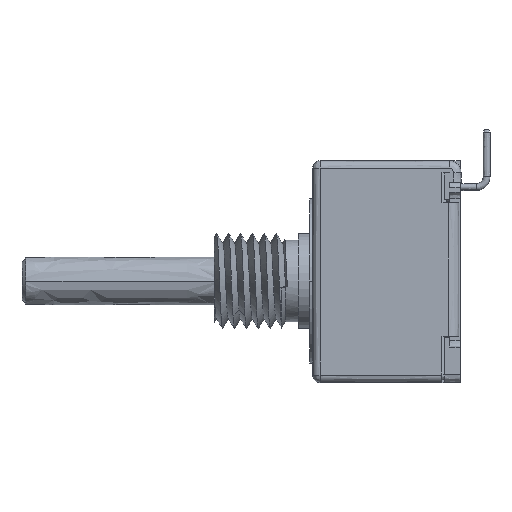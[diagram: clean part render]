
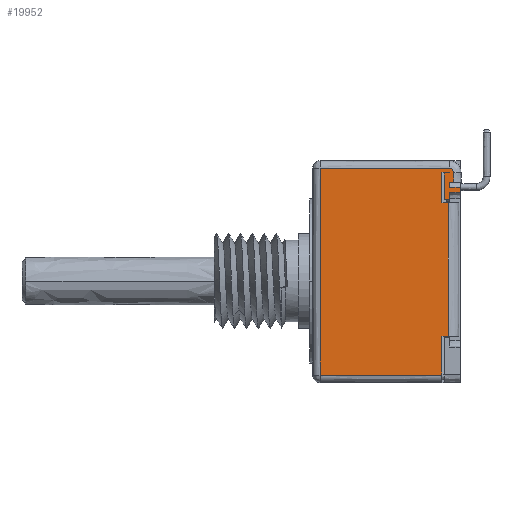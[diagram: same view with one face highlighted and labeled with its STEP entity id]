
A CAD part, left-side view. The second image highlights one B-rep face of the part: STEP entity #19952.
In plain terms, the highlighted free-form (B-spline) face has degree [1, 1] with [2, 2] control points.
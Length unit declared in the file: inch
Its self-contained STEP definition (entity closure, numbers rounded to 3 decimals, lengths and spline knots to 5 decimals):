
#1911=DIRECTION('',(0.,0.,1.));
#1912=VECTOR('',#1911,0.012);
#1913=CARTESIAN_POINT('',(-0.2805,-0.006,0.233));
#1914=LINE('',#1913,#1912);
#7122=DIRECTION('',(0.,1.,0.));
#7123=VECTOR('',#7122,0.01031);
#7124=CARTESIAN_POINT('',(-0.2805,0.01169,0.2585));
#7125=LINE('',#7124,#7123);
#7129=DIRECTION('',(0.,0.,1.));
#7130=VECTOR('',#7129,0.0135);
#7131=CARTESIAN_POINT('',(-0.2805,0.022,0.245));
#7132=LINE('',#7131,#7130);
#7136=DIRECTION('',(0.,1.,0.));
#7137=VECTOR('',#7136,0.028);
#7138=CARTESIAN_POINT('',(-0.2805,-0.006,0.245));
#7139=LINE('',#7138,#7137);
#7143=DIRECTION('',(0.,1.,0.));
#7144=VECTOR('',#7143,0.028);
#7145=CARTESIAN_POINT('',(-0.2805,-0.006,0.233));
#7146=LINE('',#7145,#7144);
#7150=DIRECTION('',(0.,0.,1.));
#7151=VECTOR('',#7150,0.02);
#7152=CARTESIAN_POINT('',(-0.2805,0.022,0.213));
#7153=LINE('',#7152,#7151);
#7157=DIRECTION('',(0.,-1.,0.));
#7158=VECTOR('',#7157,0.014);
#7159=CARTESIAN_POINT('',(-0.2805,0.036,0.213));
#7160=LINE('',#7159,#7158);
#7164=DIRECTION('',(0.,0.,1.));
#7165=VECTOR('',#7164,0.07);
#7166=CARTESIAN_POINT('',(-0.2805,0.036,0.213));
#7167=LINE('',#7166,#7165);
#7171=DIRECTION('',(0.,-1.,0.));
#7172=VECTOR('',#7171,0.014);
#7173=CARTESIAN_POINT('',(-0.2805,0.036,0.283));
#7174=LINE('',#7173,#7172);
#7178=DIRECTION('',(0.,0.,1.));
#7179=VECTOR('',#7178,0.001);
#7180=CARTESIAN_POINT('',(-0.2805,0.022,0.283));
#7181=LINE('',#7180,#7179);
#7185=CARTESIAN_POINT('',(-0.2805,0.023,0.284));
#7186=DIRECTION('',(-1.,0.,0.));
#7187=DIRECTION('',(0.,-1.,0.));
#7188=AXIS2_PLACEMENT_3D('',#7185,#7186,#7187);
#7193=DIRECTION('',(0.,1.,0.));
#7194=VECTOR('',#7193,0.019);
#7195=CARTESIAN_POINT('',(-0.2805,0.023,0.285));
#7196=LINE('',#7195,#7194);
#7200=DIRECTION('',(0.,0.,1.));
#7201=VECTOR('',#7200,0.08);
#7202=CARTESIAN_POINT('',(-0.2805,0.042,0.205));
#7203=LINE('',#7202,#7201);
#7207=DIRECTION('',(0.,0.,1.));
#7208=VECTOR('',#7207,0.10131);
#7209=CARTESIAN_POINT('',(-0.2805,0.042,-0.24631));
#7210=LINE('',#7209,#7208);
#7214=CARTESIAN_POINT('',(-0.2805,0.023,0.284));
#7215=DIRECTION('',(1.,0.,0.));
#7216=DIRECTION('',(0.,0.,1.));
#7217=AXIS2_PLACEMENT_3D('',#7214,#7215,#7216);
#7222=DIRECTION('',(0.,0.,-1.));
#7223=VECTOR('',#7222,0.0255);
#7224=CARTESIAN_POINT('',(-0.2805,0.01169,0.284));
#7225=LINE('',#7224,#7223);
#7302=DIRECTION('',(0.,-1.,0.));
#7303=VECTOR('',#7302,0.017);
#7304=CARTESIAN_POINT('',(-0.2805,0.042,-0.145));
#7305=LINE('',#7304,#7303);
#7377=DIRECTION('',(0.,-1.,0.));
#7378=VECTOR('',#7377,0.017);
#7379=CARTESIAN_POINT('',(-0.2805,0.042,0.205));
#7380=LINE('',#7379,#7378);
#7441=DIRECTION('',(0.,0.,1.));
#7442=VECTOR('',#7441,0.35);
#7443=CARTESIAN_POINT('',(-0.2805,0.025,-0.145));
#7444=LINE('',#7443,#7442);
#8010=DIRECTION('',(0.,1.,0.));
#8011=VECTOR('',#8010,0.33831);
#8012=CARTESIAN_POINT('',(-0.2805,0.023,0.29531));
#8013=LINE('',#8012,#8011);
#8056=DIRECTION('',(0.,0.,1.));
#8057=VECTOR('',#8056,0.54163);
#8058=CARTESIAN_POINT('',(-0.2805,0.36131,-0.24631));
#8059=LINE('',#8058,#8057);
#8132=DIRECTION('',(0.,-1.,0.));
#8133=VECTOR('',#8132,0.31931);
#8134=CARTESIAN_POINT('',(-0.2805,0.36131,-0.24631));
#8135=LINE('',#8134,#8133);
#10985=CARTESIAN_POINT('',(-0.2805,0.36131,-0.24631));
#10986=CARTESIAN_POINT('',(-0.2805,0.36131,0.29531));
#10987=VERTEX_POINT('',#10985);
#10988=VERTEX_POINT('',#10986);
#11035=CARTESIAN_POINT('',(-0.2805,0.042,-0.24631));
#11037=VERTEX_POINT('',#11035);
#11087=CARTESIAN_POINT('',(-0.2805,0.025,-0.145));
#11089=VERTEX_POINT('',#11087);
#11093=CARTESIAN_POINT('',(-0.2805,0.025,0.205));
#11095=VERTEX_POINT('',#11093);
#11103=CARTESIAN_POINT('',(-0.2805,0.042,-0.145));
#11104=VERTEX_POINT('',#11103);
#11107=CARTESIAN_POINT('',(-0.2805,0.042,0.205));
#11108=VERTEX_POINT('',#11107);
#11167=CARTESIAN_POINT('',(-0.2805,0.022,0.284));
#11168=CARTESIAN_POINT('',(-0.2805,0.023,0.285));
#11169=VERTEX_POINT('',#11167);
#11170=VERTEX_POINT('',#11168);
#11181=CARTESIAN_POINT('',(-0.2805,0.01169,0.2585));
#11182=VERTEX_POINT('',#11181);
#11183=CARTESIAN_POINT('',(-0.2805,0.023,0.29531));
#11184=VERTEX_POINT('',#11183);
#11185=CARTESIAN_POINT('',(-0.2805,0.01169,0.284));
#11186=VERTEX_POINT('',#11185);
#11247=CARTESIAN_POINT('',(-0.2805,0.042,0.285));
#11248=VERTEX_POINT('',#11247);
#11822=CARTESIAN_POINT('',(-0.2805,-0.006,0.233));
#11823=CARTESIAN_POINT('',(-0.2805,0.022,0.233));
#11824=VERTEX_POINT('',#11822);
#11825=VERTEX_POINT('',#11823);
#11842=CARTESIAN_POINT('',(-0.2805,-0.006,0.245));
#11843=VERTEX_POINT('',#11842);
#11854=CARTESIAN_POINT('',(-0.2805,0.022,0.245));
#11855=VERTEX_POINT('',#11854);
#11878=CARTESIAN_POINT('',(-0.2805,0.036,0.213));
#11879=CARTESIAN_POINT('',(-0.2805,0.036,0.283));
#11880=VERTEX_POINT('',#11878);
#11881=VERTEX_POINT('',#11879);
#11888=CARTESIAN_POINT('',(-0.2805,0.022,0.213));
#11889=VERTEX_POINT('',#11888);
#12658=CARTESIAN_POINT('',(-0.2805,0.022,0.2585));
#12660=VERTEX_POINT('',#12658);
#12666=CARTESIAN_POINT('',(-0.2805,0.022,0.283));
#12668=VERTEX_POINT('',#12666);
#19908=CARTESIAN_POINT('',(-0.2805,-0.01335,-0.25715));
#19909=CARTESIAN_POINT('',(-0.2805,0.36866,-0.25715));
#19910=CARTESIAN_POINT('',(-0.2805,-0.01335,0.30615));
#19911=CARTESIAN_POINT('',(-0.2805,0.36866,0.30615));
#19912=B_SPLINE_SURFACE_WITH_KNOTS('',1,1,((#19908,#19909),(#19910,#19911)),
.UNSPECIFIED.,.F.,.F.,.F.,(2,2),(2,2),(0.00885,0.57215),(
-0.01335,0.36866),.UNSPECIFIED.);
#19914=ORIENTED_EDGE('',*,*,#19913,.T.);
#19915=ORIENTED_EDGE('',*,*,#18593,.F.);
#19917=ORIENTED_EDGE('',*,*,#19916,.F.);
#19918=ORIENTED_EDGE('',*,*,#13350,.F.);
#19920=ORIENTED_EDGE('',*,*,#19919,.T.);
#19921=ORIENTED_EDGE('',*,*,#18511,.F.);
#19923=ORIENTED_EDGE('',*,*,#19922,.F.);
#19924=ORIENTED_EDGE('',*,*,#18783,.T.);
#19925=ORIENTED_EDGE('',*,*,#19217,.T.);
#19927=ORIENTED_EDGE('',*,*,#19926,.T.);
#19929=ORIENTED_EDGE('',*,*,#19928,.T.);
#19931=ORIENTED_EDGE('',*,*,#19930,.T.);
#19932=ORIENTED_EDGE('',*,*,#19060,.F.);
#19934=ORIENTED_EDGE('',*,*,#19933,.T.);
#19936=ORIENTED_EDGE('',*,*,#19935,.F.);
#19938=ORIENTED_EDGE('',*,*,#19937,.F.);
#19939=ORIENTED_EDGE('',*,*,#19084,.F.);
#19941=ORIENTED_EDGE('',*,*,#19940,.F.);
#19943=ORIENTED_EDGE('',*,*,#19942,.T.);
#19945=ORIENTED_EDGE('',*,*,#19944,.F.);
#19947=ORIENTED_EDGE('',*,*,#19946,.T.);
#19949=ORIENTED_EDGE('',*,*,#19948,.T.);
#19950=EDGE_LOOP('',(#19914,#19915,#19917,#19918,#19920,#19921,#19923,#19924,
#19925,#19927,#19929,#19931,#19932,#19934,#19936,#19938,#19939,#19941,#19943,
#19945,#19947,#19949));
#19951=FACE_OUTER_BOUND('',#19950,.F.);
#19952=ADVANCED_FACE('',(#19951),#19912,.T.);
#7189=CIRCLE('',#7188,0.001);
#7218=CIRCLE('',#7217,0.01131);
#13350=EDGE_CURVE('',#11824,#11843,#1914,.T.);
#18511=EDGE_CURVE('',#11889,#11825,#7153,.T.);
#18593=EDGE_CURVE('',#11855,#12660,#7132,.T.);
#18783=EDGE_CURVE('',#11880,#11881,#7167,.T.);
#19060=EDGE_CURVE('',#11108,#11248,#7203,.T.);
#19084=EDGE_CURVE('',#11037,#11104,#7210,.T.);
#19217=EDGE_CURVE('',#11881,#12668,#7174,.T.);
#19913=EDGE_CURVE('',#11182,#12660,#7125,.T.);
#19916=EDGE_CURVE('',#11843,#11855,#7139,.T.);
#19919=EDGE_CURVE('',#11824,#11825,#7146,.T.);
#19922=EDGE_CURVE('',#11880,#11889,#7160,.T.);
#19926=EDGE_CURVE('',#12668,#11169,#7181,.T.);
#19928=EDGE_CURVE('',#11169,#11170,#7189,.T.);
#19930=EDGE_CURVE('',#11170,#11248,#7196,.T.);
#19933=EDGE_CURVE('',#11108,#11095,#7380,.T.);
#19935=EDGE_CURVE('',#11089,#11095,#7444,.T.);
#19937=EDGE_CURVE('',#11104,#11089,#7305,.T.);
#19940=EDGE_CURVE('',#10987,#11037,#8135,.T.);
#19942=EDGE_CURVE('',#10987,#10988,#8059,.T.);
#19944=EDGE_CURVE('',#11184,#10988,#8013,.T.);
#19946=EDGE_CURVE('',#11184,#11186,#7218,.T.);
#19948=EDGE_CURVE('',#11186,#11182,#7225,.T.);
